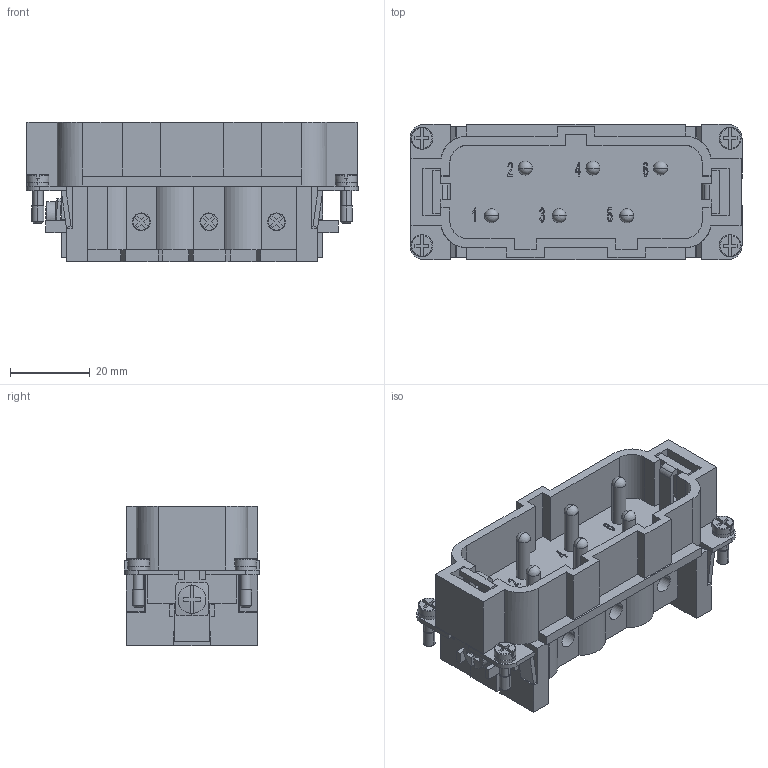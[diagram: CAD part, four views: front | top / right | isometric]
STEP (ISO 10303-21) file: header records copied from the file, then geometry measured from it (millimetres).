
FILE_DESCRIPTION((''),'2;1');
FILE_NAME('CPM 06 RY.stp','2006-10-31T16:14:35',('gembarski'),(''),'Autodesk Inventor 7','Autodesk Inventor 7','');
FILE_SCHEMA(('AUTOMOTIVE_DESIGN { 1 0 10303 214 1 1 1 1 }'));
Length unit declared in the file: millimetre
Products named in the file (1): CPM 06 RY
Bounding box: 83.5 x 34 x 35 mm (x, y, z)
Volume: 37799.7 mm3; surface area: 26823.6 mm2
Topology: 3 solids, 3 shells, 950 faces, 2566 edges, 1689 vertices
Faces by surface type: plane 538, bspline 244, cylinder 140, sphere 16, torus 8, cone 4
Entity records: 30700 total; most frequent: CARTESIAN_POINT 7552, ORIENTED_EDGE 5104, DIRECTION 4225, EDGE_CURVE 2552, VECTOR 1869, LINE 1869, VERTEX_POINT 1683, AXIS2_PLACEMENT_3D 1178
